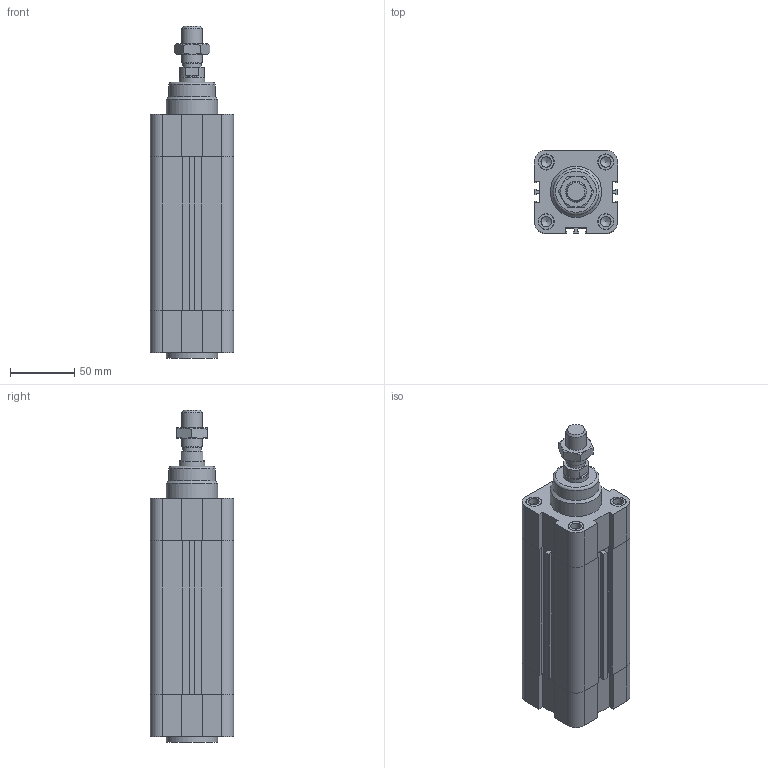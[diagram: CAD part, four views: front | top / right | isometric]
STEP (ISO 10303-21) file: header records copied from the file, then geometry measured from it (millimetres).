
FILE_DESCRIPTION(/* description */ ('Unknown'),/* implementation_level */ '2;1');
FILE_NAME(/* name */ '1386.50.80.01',/* time_stamp */ '2020-02-27T14:13:59-05:00',/* author */ ('Unknown'),/* organization */ ('Unknown'),/* preprocessor_version */ 'ST-DEVELOPER v16.7',/* originating_system */ 'Solid Edge',/* authorisation */ 'Unknown');
FILE_SCHEMA (('AUTOMOTIVE_DESIGN {1 0 10303 214 3 1 1}'));
Length unit declared in the file: millimetre
Products named in the file (6): 1386.50.80.01; 1386_05_50_0000; 1386_06_50_0100; 1386_07_50_0000; 1386_02_50_0100; 1320_50_18F
Assembly tree (5 placements, depth 2):
  1386.50.80.01
    1386_05_50_0000
    1386_06_50_0100
    1386_07_50_0000
    1386_02_50_0100
    1320_50_18F
Bounding box: 65 x 65 x 259 mm (x, y, z)
Volume: 640425.1 mm3; surface area: 131144.8 mm2
Topology: 5 solids, 5 shells, 226 faces, 517 edges, 335 vertices
Faces by surface type: plane 138, cylinder 61, cone 26, torus 1
Full cylindrical faces by diameter (mm): 5.5 x2, 8 x8, 8.2 x8, 11.6 x2, 12 x8, 12.5 x8, 14.5 x2, 16 x1, 19.5 x1, 20 x2, 36 x1, 40 x2, 49 x2, 50 x2
Entity records: 6095 total; most frequent: CARTESIAN_POINT 1056, DIRECTION 1024, ORIENTED_EDGE 886, EDGE_CURVE 443, AXIS2_PLACEMENT_3D 373, FACE_BOUND 338, VERTEX_POINT 333, EDGE_LOOP 330
